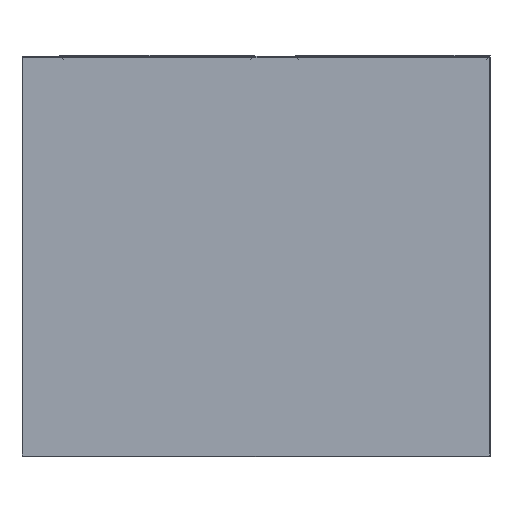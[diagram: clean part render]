
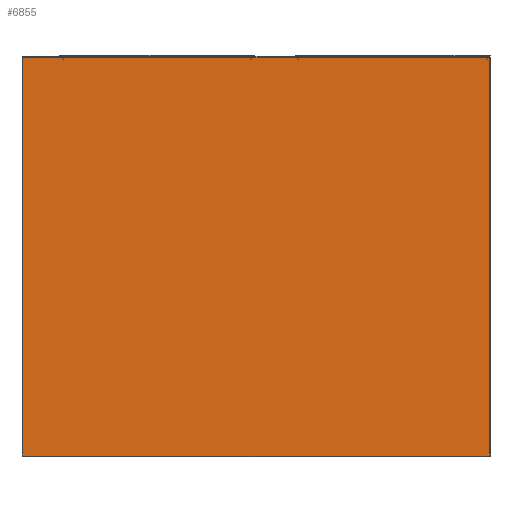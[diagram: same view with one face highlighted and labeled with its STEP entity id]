
A CAD part, left-side view. The second image highlights one B-rep face of the part: STEP entity #6855.
In plain terms, the highlighted planar face has unit normal (-1, 0, 0).
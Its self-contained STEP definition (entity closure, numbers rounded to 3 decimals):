
#320 = CARTESIAN_POINT ( 'NONE',  ( -497.5, 530., 224.086 ) ) ;
#774 = LINE ( 'NONE', #3709, #1055 ) ;
#802 = CARTESIAN_POINT ( 'NONE',  ( -497.5, 1., -228.5 ) ) ;
#1023 = VERTEX_POINT ( 'NONE', #6818 ) ;
#1055 = VECTOR ( 'NONE', #7342, 1000. ) ;
#1330 = DIRECTION ( 'NONE',  ( 0., 0., 1. ) ) ;
#1809 = VECTOR ( 'NONE', #3156, 1000. ) ;
#1905 = DIRECTION ( 'NONE',  ( -1., 0., 0. ) ) ;
#2123 = DIRECTION ( 'NONE',  ( 0., 1., 0. ) ) ;
#2176 = CARTESIAN_POINT ( 'NONE',  ( -497.5, 529., -228.5 ) ) ;
#2379 = CARTESIAN_POINT ( 'NONE',  ( -497.5, 529., -227.5 ) ) ;
#2646 = LINE ( 'NONE', #2176, #4442 ) ;
#2917 = CARTESIAN_POINT ( 'NONE',  ( -497.5, 1., -227.5 ) ) ;
#3062 = VERTEX_POINT ( 'NONE', #2917 ) ;
#3147 = AXIS2_PLACEMENT_3D ( 'NONE', #6666, #1905, #1330 ) ;
#3156 = DIRECTION ( 'NONE',  ( 0., 0., 1. ) ) ;
#3656 = PLANE ( 'NONE',  #3147 ) ;
#3673 = LINE ( 'NONE', #802, #1809 ) ;
#3709 = CARTESIAN_POINT ( 'NONE',  ( -497.5, 530., -227.5 ) ) ;
#4230 = FACE_OUTER_BOUND ( 'NONE', #6975, .T. ) ;
#4442 = VECTOR ( 'NONE', #4541, 1000. ) ;
#4541 = DIRECTION ( 'NONE',  ( 0., 0., -1. ) ) ;
#4714 = EDGE_CURVE ( 'NONE', #1023, #4802, #2646, .T. ) ;
#4802 = VERTEX_POINT ( 'NONE', #2379 ) ;
#5203 = ORIENTED_EDGE ( 'NONE', *, *, #7203, .T. ) ;
#5236 = ORIENTED_EDGE ( 'NONE', *, *, #4714, .T. ) ;
#5369 = ORIENTED_EDGE ( 'NONE', *, *, #6045, .T. ) ;
#6045 = EDGE_CURVE ( 'NONE', #3062, #6313, #3673, .T. ) ;
#6313 = VERTEX_POINT ( 'NONE', #6409 ) ;
#6409 = CARTESIAN_POINT ( 'NONE',  ( -497.5, 1., 224.086 ) ) ;
#6657 = ORIENTED_EDGE ( 'NONE', *, *, #6882, .T. ) ;
#6666 = CARTESIAN_POINT ( 'NONE',  ( -497.5, 530., -228.5 ) ) ;
#6818 = CARTESIAN_POINT ( 'NONE',  ( -497.5, 529., 224.086 ) ) ;
#6855 = ADVANCED_FACE ( 'NONE', ( #4230 ), #3656, .T. ) ;
#6882 = EDGE_CURVE ( 'NONE', #6313, #1023, #7323, .T. ) ;
#6975 = EDGE_LOOP ( 'NONE', ( #5236, #5203, #5369, #6657 ) ) ;
#7203 = EDGE_CURVE ( 'NONE', #4802, #3062, #774, .T. ) ;
#7323 = LINE ( 'NONE', #320, #7360 ) ;
#7342 = DIRECTION ( 'NONE',  ( 0., -1., 0. ) ) ;
#7360 = VECTOR ( 'NONE', #2123, 1000. ) ;
